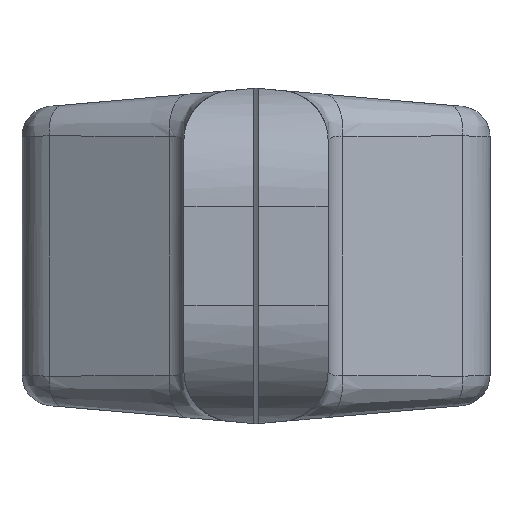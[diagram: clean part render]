
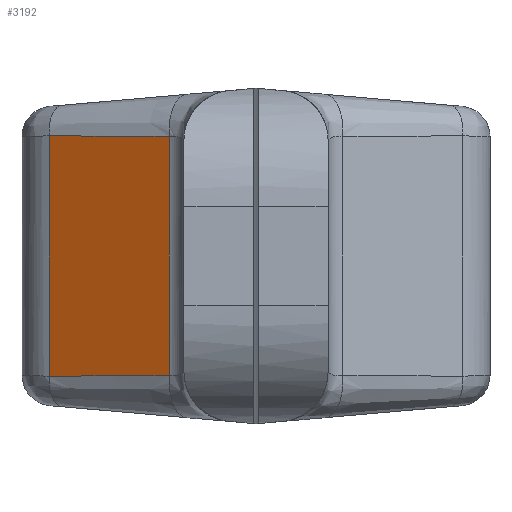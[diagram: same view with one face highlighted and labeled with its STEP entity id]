
A CAD part, left-side view. The second image highlights one B-rep face of the part: STEP entity #3192.
In plain terms, the highlighted planar face has unit normal (-0.866, 0.5, 0).
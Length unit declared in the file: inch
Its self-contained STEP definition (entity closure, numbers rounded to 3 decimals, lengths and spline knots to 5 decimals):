
#35 = B_SPLINE_CURVE_WITH_KNOTS ( 'NONE', 3,
 ( #3311, #3283, #3240, #3230 ),
 .UNSPECIFIED., .F., .F.,
 ( 4, 4 ),
 ( 0., 1. ),
 .UNSPECIFIED. ) ;
#45 = ORIENTED_EDGE ( 'NONE', *, *, #2273, .T. ) ;
#402 = VERTEX_POINT ( 'NONE', #3727 ) ;
#473 = CARTESIAN_POINT ( 'NONE',  ( -0.9274, 0.3563, -0.50687 ) ) ;
#672 = DIRECTION ( 'NONE',  ( 0., 0., 1. ) ) ;
#683 = CARTESIAN_POINT ( 'NONE',  ( -0.9274, 0.3563, -0.4821 ) ) ;
#1040 = CARTESIAN_POINT ( 'NONE',  ( -0.9274, 0.3563, 0.50687 ) ) ;
#1050 = LINE ( 'NONE', #683, #1672 ) ;
#1506 = ORIENTED_EDGE ( 'NONE', *, *, #3506, .T. ) ;
#1562 = EDGE_CURVE ( 'NONE', #402, #3657, #35, .T. ) ;
#1565 = EDGE_CURVE ( 'NONE', #3081, #402, #2171, .T. ) ;
#1632 = FACE_OUTER_BOUND ( 'NONE', #3036, .T. ) ;
#1672 = VECTOR ( 'NONE', #672, 39.37008 ) ;
#2171 = LINE ( 'NONE', #3250, #2779 ) ;
#2273 = EDGE_CURVE ( 'NONE', #2985, #3081, #2702, .T. ) ;
#2565 = DIRECTION ( 'NONE',  ( -0.5, -0.866, 0. ) ) ;
#2581 = DIRECTION ( 'NONE',  ( -0.866, 0.5, 0. ) ) ;
#2646 = ORIENTED_EDGE ( 'NONE', *, *, #1562, .T. ) ;
#2665 = AXIS2_PLACEMENT_3D ( 'NONE', #3333, #2581, #2565 ) ;
#2702 = B_SPLINE_CURVE_WITH_KNOTS ( 'NONE', 3,
 ( #3437, #3476, #3340, #3335 ),
 .UNSPECIFIED., .F., .F.,
 ( 4, 4 ),
 ( 0., 1. ),
 .UNSPECIFIED. ) ;
#2779 = VECTOR ( 'NONE', #3211, 39.37008 ) ;
#2791 = PLANE ( 'NONE',  #2665 ) ;
#2985 = VERTEX_POINT ( 'NONE', #1040 ) ;
#3036 = EDGE_LOOP ( 'NONE', ( #45, #3266, #2646, #1506 ) ) ;
#3081 = VERTEX_POINT ( 'NONE', #3456 ) ;
#3192 = ADVANCED_FACE ( 'NONE', ( #1632 ), #2791, .T. ) ;
#3211 = DIRECTION ( 'NONE',  ( 0., 0., -1. ) ) ;
#3230 = CARTESIAN_POINT ( 'NONE',  ( -0.9274, 0.3563, -0.50687 ) ) ;
#3240 = CARTESIAN_POINT ( 'NONE',  ( -0.82998, 0.52504, -0.4921 ) ) ;
#3250 = CARTESIAN_POINT ( 'NONE',  ( -0.63332, 0.86565, -0.4821 ) ) ;
#3266 = ORIENTED_EDGE ( 'NONE', *, *, #1565, .T. ) ;
#3283 = CARTESIAN_POINT ( 'NONE',  ( -0.73075, 0.69691, -0.52507 ) ) ;
#3311 = CARTESIAN_POINT ( 'NONE',  ( -0.63332, 0.86565, -0.51031 ) ) ;
#3333 = CARTESIAN_POINT ( 'NONE',  ( -0.63332, 0.86565, 0.4821 ) ) ;
#3335 = CARTESIAN_POINT ( 'NONE',  ( -0.63332, 0.86565, 0.51031 ) ) ;
#3340 = CARTESIAN_POINT ( 'NONE',  ( -0.73075, 0.69691, 0.52507 ) ) ;
#3437 = CARTESIAN_POINT ( 'NONE',  ( -0.9274, 0.3563, 0.50687 ) ) ;
#3456 = CARTESIAN_POINT ( 'NONE',  ( -0.63332, 0.86565, 0.51031 ) ) ;
#3476 = CARTESIAN_POINT ( 'NONE',  ( -0.82998, 0.52504, 0.4921 ) ) ;
#3506 = EDGE_CURVE ( 'NONE', #3657, #2985, #1050, .T. ) ;
#3657 = VERTEX_POINT ( 'NONE', #473 ) ;
#3727 = CARTESIAN_POINT ( 'NONE',  ( -0.63332, 0.86565, -0.51031 ) ) ;
